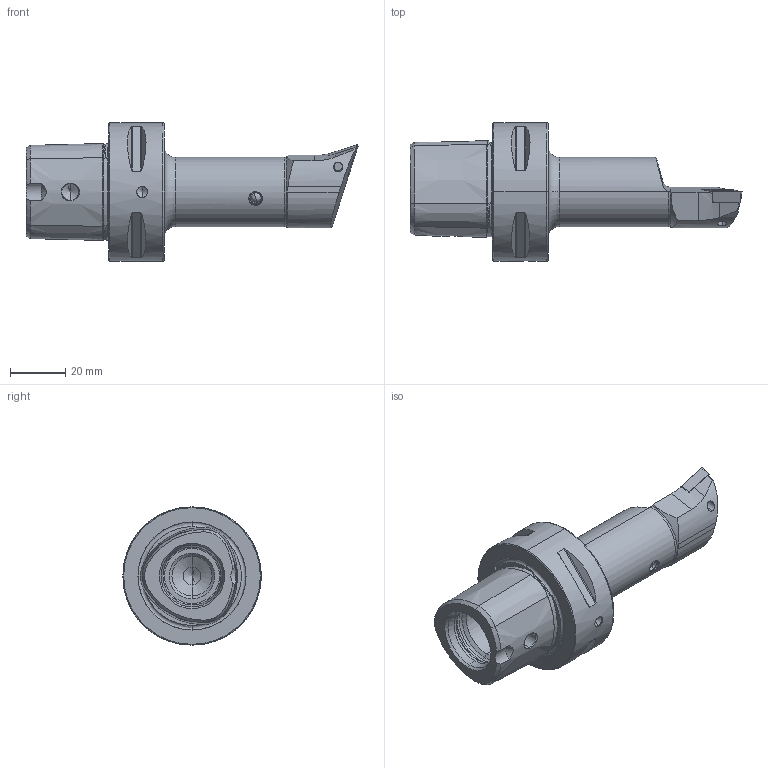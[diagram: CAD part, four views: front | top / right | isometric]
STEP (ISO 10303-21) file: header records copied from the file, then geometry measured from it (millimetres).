
FILE_DESCRIPTION (( 'STEP AP214' ), '1' );
FILE_NAME ('PS5.BDB.LQA.090.STEP', '2020-09-16T09:07:19', ( '' ), ( '' ), 'SwSTEP 2.0', 'SolidWorks 2017', '' );
FILE_SCHEMA (( 'AUTOMOTIVE_DESIGN' ));
Length unit declared in the file: millimetre
Products named in the file (5): DCMT11T304; PS5.BDB.LQA.090; KVT_MB_600_050; PS5-BDB.LQA.090_A; WCB-ER2.001.009_A
Assembly tree (4 placements, depth 2):
  PS5.BDB.LQA.090
    PS5-BDB.LQA.090_A
    DCMT11T304
    WCB-ER2.001.009_A
    KVT_MB_600_050
Bounding box: 120 x 50 x 50 mm (x, y, z)
Volume: 79296.4 mm3; surface area: 19661.6 mm2
Topology: 5 solids, 5 shells, 287 faces, 685 edges, 405 vertices
Faces by surface type: cone 98, cylinder 75, plane 53, torus 41, bspline 16, sphere 4
Entity records: 9618 total; most frequent: CARTESIAN_POINT 3081, ORIENTED_EDGE 1332, DIRECTION 1303, EDGE_CURVE 666, AXIS2_PLACEMENT_3D 536, VERTEX_POINT 402, EDGE_LOOP 310, FACE_OUTER_BOUND 287
